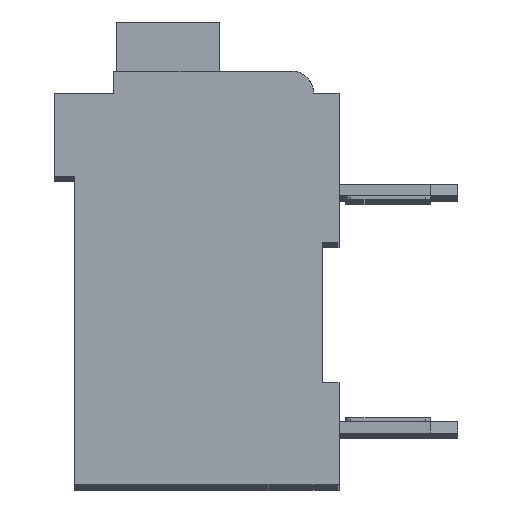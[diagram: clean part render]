
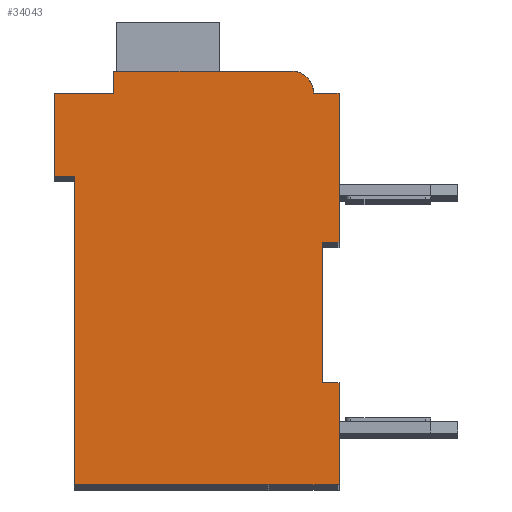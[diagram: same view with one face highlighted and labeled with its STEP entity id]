
A CAD part, top view. The second image highlights one B-rep face of the part: STEP entity #34043.
In plain terms, the highlighted planar face has unit normal (0, 0, 1).
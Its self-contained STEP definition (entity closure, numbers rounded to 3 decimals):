
#6104=DIRECTION('',(1.,0.,0.));
#6105=VECTOR('',#6104,0.5);
#6106=CARTESIAN_POINT('',(7.3,7.15,2.1));
#6107=LINE('',#6106,#6105);
#6108=DIRECTION('',(0.,1.,0.));
#6109=VECTOR('',#6108,4.15);
#6110=CARTESIAN_POINT('',(7.3,3.,2.1));
#6111=LINE('',#6110,#6109);
#6112=DIRECTION('',(-1.,0.,0.));
#6113=VECTOR('',#6112,0.5);
#6114=CARTESIAN_POINT('',(7.8,3.,2.1));
#6115=LINE('',#6114,#6113);
#6116=DIRECTION('',(0.,1.,0.));
#6117=VECTOR('',#6116,3.);
#6118=CARTESIAN_POINT('',(7.8,0.,2.1));
#6119=LINE('',#6118,#6117);
#6120=DIRECTION('',(1.,0.,0.));
#6121=VECTOR('',#6120,7.8);
#6122=CARTESIAN_POINT('',(0.,0.,2.1));
#6123=LINE('',#6122,#6121);
#6124=DIRECTION('',(0.,-1.,0.));
#6125=VECTOR('',#6124,9.1);
#6126=CARTESIAN_POINT('',(0.,9.1,2.1));
#6127=LINE('',#6126,#6125);
#6128=DIRECTION('',(1.,0.,0.));
#6129=VECTOR('',#6128,0.6);
#6130=CARTESIAN_POINT('',(-0.6,9.1,2.1));
#6131=LINE('',#6130,#6129);
#6132=DIRECTION('',(0.,-1.,0.));
#6133=VECTOR('',#6132,2.45);
#6134=CARTESIAN_POINT('',(-0.6,11.55,2.1));
#6135=LINE('',#6134,#6133);
#6136=DIRECTION('',(-1.,0.,0.));
#6137=VECTOR('',#6136,1.75);
#6138=CARTESIAN_POINT('',(1.15,11.55,2.1));
#6139=LINE('',#6138,#6137);
#6140=DIRECTION('',(0.,-1.,0.));
#6141=VECTOR('',#6140,0.65);
#6142=CARTESIAN_POINT('',(1.15,12.2,2.1));
#6143=LINE('',#6142,#6141);
#6144=DIRECTION('',(-1.,0.,0.));
#6145=VECTOR('',#6144,5.25);
#6146=CARTESIAN_POINT('',(6.4,12.2,2.1));
#6147=LINE('',#6146,#6145);
#6148=CARTESIAN_POINT('',(6.4,11.55,2.1));
#6149=DIRECTION('',(0.,0.,1.));
#6150=DIRECTION('',(1.,0.,0.));
#6151=AXIS2_PLACEMENT_3D('',#6148,#6149,#6150);
#6153=DIRECTION('',(-1.,0.,0.));
#6154=VECTOR('',#6153,0.75);
#6155=CARTESIAN_POINT('',(7.8,11.55,2.1));
#6156=LINE('',#6155,#6154);
#6157=DIRECTION('',(0.,1.,0.));
#6158=VECTOR('',#6157,4.4);
#6159=CARTESIAN_POINT('',(7.8,7.15,2.1));
#6160=LINE('',#6159,#6158);
#22195=CARTESIAN_POINT('',(7.3,7.15,2.1));
#22196=CARTESIAN_POINT('',(7.8,7.15,2.1));
#22197=VERTEX_POINT('',#22195);
#22198=VERTEX_POINT('',#22196);
#22199=CARTESIAN_POINT('',(7.8,11.55,2.1));
#22200=VERTEX_POINT('',#22199);
#22201=CARTESIAN_POINT('',(7.05,11.55,2.1));
#22202=VERTEX_POINT('',#22201);
#22203=CARTESIAN_POINT('',(6.4,12.2,2.1));
#22204=VERTEX_POINT('',#22203);
#22205=CARTESIAN_POINT('',(1.15,12.2,2.1));
#22206=VERTEX_POINT('',#22205);
#22207=CARTESIAN_POINT('',(1.15,11.55,2.1));
#22208=VERTEX_POINT('',#22207);
#22209=CARTESIAN_POINT('',(-0.6,11.55,2.1));
#22210=VERTEX_POINT('',#22209);
#22211=CARTESIAN_POINT('',(-0.6,9.1,2.1));
#22212=VERTEX_POINT('',#22211);
#22213=CARTESIAN_POINT('',(0.,9.1,2.1));
#22214=VERTEX_POINT('',#22213);
#22215=CARTESIAN_POINT('',(0.,0.,2.1));
#22216=VERTEX_POINT('',#22215);
#22217=CARTESIAN_POINT('',(7.8,0.,2.1));
#22218=VERTEX_POINT('',#22217);
#22219=CARTESIAN_POINT('',(7.8,3.,2.1));
#22220=VERTEX_POINT('',#22219);
#22221=CARTESIAN_POINT('',(7.3,3.,2.1));
#22222=VERTEX_POINT('',#22221);
#34019=CARTESIAN_POINT('',(0.,0.,2.1));
#34020=DIRECTION('',(0.,0.,1.));
#34021=DIRECTION('',(1.,0.,0.));
#34022=AXIS2_PLACEMENT_3D('',#34019,#34020,#34021);
#34023=PLANE('',#34022);
#34024=ORIENTED_EDGE('',*,*,#29180,.F.);
#34025=ORIENTED_EDGE('',*,*,#30275,.F.);
#34027=ORIENTED_EDGE('',*,*,#34026,.F.);
#34029=ORIENTED_EDGE('',*,*,#34028,.F.);
#34031=ORIENTED_EDGE('',*,*,#34030,.F.);
#34032=ORIENTED_EDGE('',*,*,#31142,.F.);
#34033=ORIENTED_EDGE('',*,*,#31358,.F.);
#34034=ORIENTED_EDGE('',*,*,#31752,.F.);
#34035=ORIENTED_EDGE('',*,*,#32151,.F.);
#34036=ORIENTED_EDGE('',*,*,#32220,.F.);
#34037=ORIENTED_EDGE('',*,*,#32786,.F.);
#34038=ORIENTED_EDGE('',*,*,#33653,.F.);
#34039=ORIENTED_EDGE('',*,*,#33437,.F.);
#34040=ORIENTED_EDGE('',*,*,#29771,.F.);
#34041=EDGE_LOOP('',(#34024,#34025,#34027,#34029,#34031,#34032,#34033,#34034,
#34035,#34036,#34037,#34038,#34039,#34040));
#34042=FACE_OUTER_BOUND('',#34041,.F.);
#6152=CIRCLE('',#6151,0.65);
#29180=EDGE_CURVE('',#22197,#22198,#6107,.T.);
#29771=EDGE_CURVE('',#22198,#22200,#6160,.T.);
#30275=EDGE_CURVE('',#22222,#22197,#6111,.T.);
#31142=EDGE_CURVE('',#22214,#22216,#6127,.T.);
#31358=EDGE_CURVE('',#22212,#22214,#6131,.T.);
#31752=EDGE_CURVE('',#22210,#22212,#6135,.T.);
#32151=EDGE_CURVE('',#22208,#22210,#6139,.T.);
#32220=EDGE_CURVE('',#22206,#22208,#6143,.T.);
#32786=EDGE_CURVE('',#22204,#22206,#6147,.T.);
#33437=EDGE_CURVE('',#22200,#22202,#6156,.T.);
#33653=EDGE_CURVE('',#22202,#22204,#6152,.T.);
#34026=EDGE_CURVE('',#22220,#22222,#6115,.T.);
#34028=EDGE_CURVE('',#22218,#22220,#6119,.T.);
#34030=EDGE_CURVE('',#22216,#22218,#6123,.T.);
#34043=ADVANCED_FACE('',(#34042),#34023,.T.);
